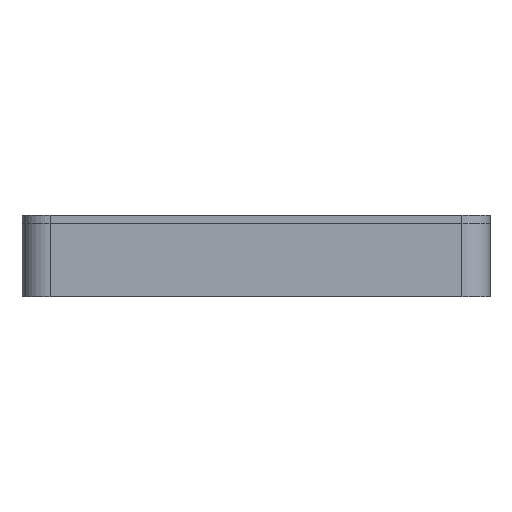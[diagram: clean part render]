
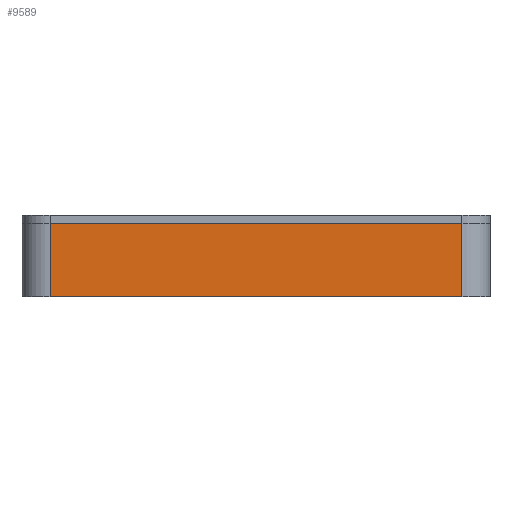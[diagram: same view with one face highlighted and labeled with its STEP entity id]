
A CAD part, front view. The second image highlights one B-rep face of the part: STEP entity #9589.
In plain terms, the highlighted planar face has unit normal (0, -1, 0).
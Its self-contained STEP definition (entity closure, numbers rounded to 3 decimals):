
#1061=PLANE('',#9970);
#1509=FACE_OUTER_BOUND('',#2061,.T.);
#2061=EDGE_LOOP('',(#8682,#8683,#8684,#8685));
#2876=LINE('',#18327,#3626);
#2893=LINE('',#18383,#3643);
#2894=LINE('',#18394,#3644);
#2895=LINE('',#18396,#3645);
#3626=VECTOR('',#11288,10.);
#3643=VECTOR('',#11337,10.);
#3644=VECTOR('',#11350,10.);
#3645=VECTOR('',#11353,10.);
#4704=VERTEX_POINT('',#18324);
#4705=VERTEX_POINT('',#18326);
#4727=VERTEX_POINT('',#18380);
#4728=VERTEX_POINT('',#18382);
#6042=EDGE_CURVE('',#4705,#4704,#2876,.T.);
#6068=EDGE_CURVE('',#4727,#4728,#2893,.T.);
#6074=EDGE_CURVE('',#4728,#4704,#2894,.T.);
#6075=EDGE_CURVE('',#4705,#4727,#2895,.T.);
#8682=ORIENTED_EDGE('',*,*,#6074,.F.);
#8683=ORIENTED_EDGE('',*,*,#6068,.F.);
#8684=ORIENTED_EDGE('',*,*,#6075,.F.);
#8685=ORIENTED_EDGE('',*,*,#6042,.T.);
#9589=ADVANCED_FACE('',(#1509),#1061,.T.);
#9970=AXIS2_PLACEMENT_3D('',#18395,#11351,#11352);
#11288=DIRECTION('',(1.,0.,0.));
#11337=DIRECTION('',(1.,0.,0.));
#11350=DIRECTION('',(0.,0.,-1.));
#11351=DIRECTION('center_axis',(0.,-1.,0.));
#11352=DIRECTION('ref_axis',(1.,0.,0.));
#11353=DIRECTION('',(0.,0.,1.));
#18324=CARTESIAN_POINT('',(36.463,-41.255,0.));
#18326=CARTESIAN_POINT('',(-36.463,-41.255,0.));
#18327=CARTESIAN_POINT('',(-41.463,-41.255,0.));
#18380=CARTESIAN_POINT('',(-36.463,-41.255,13.));
#18382=CARTESIAN_POINT('',(36.463,-41.255,13.));
#18383=CARTESIAN_POINT('',(-41.463,-41.255,13.));
#18394=CARTESIAN_POINT('',(36.463,-41.255,0.));
#18395=CARTESIAN_POINT('Origin',(-41.463,-41.255,0.));
#18396=CARTESIAN_POINT('',(-36.463,-41.255,0.));
